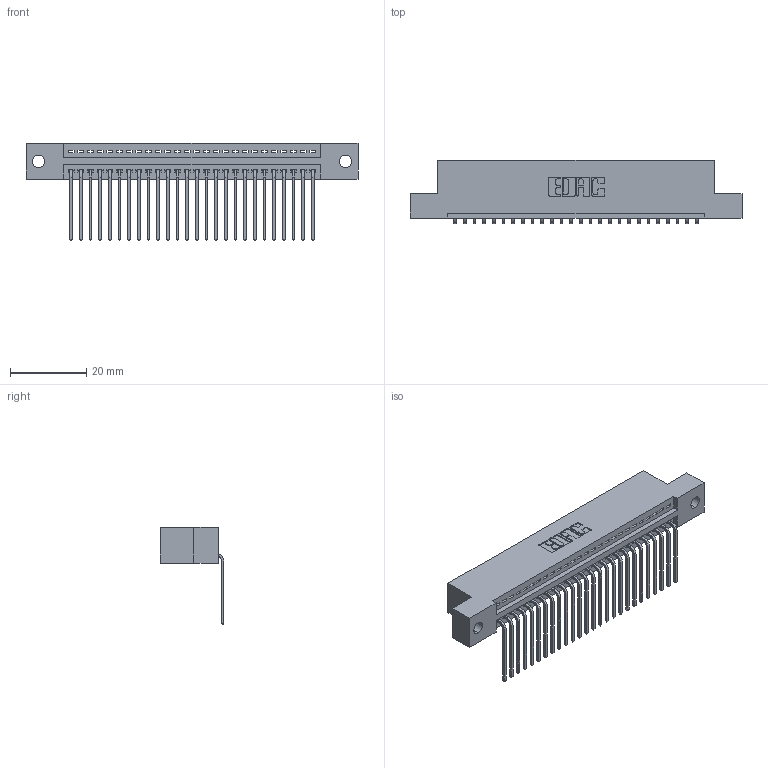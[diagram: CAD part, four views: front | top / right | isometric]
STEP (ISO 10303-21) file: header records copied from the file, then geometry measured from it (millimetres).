
FILE_DESCRIPTION (( 'STEP AP203' ), '1' );
FILE_NAME ('345-026-559-102.STEP', '2019-10-07T02:53:41', ( '' ), ( '' ), 'SwSTEP 2.0', 'SolidWorks 2016', '' );
FILE_SCHEMA (( 'CONFIG_CONTROL_DESIGN' ));
Length unit declared in the file: inch
Products named in the file (3): 345-026-559-102; 345-292-001_558 559 Tail - 1; 345 Part_Flush Mounting Lugs - 0.128 Dia
Assembly tree (27 placements, depth 2):
  345-026-559-102
    345 Part_Flush Mounting Lugs - 0.128 Dia
    345-292-001_558 559 Tail - 1  x26
Bounding box: 87.25 x 16.75 x 25.53 mm (x, y, z)
Volume: 8205.9 mm3; surface area: 10924.9 mm2
Topology: 27 solids, 27 shells, 1686 faces, 5073 edges, 3346 vertices
Faces by surface type: plane 1172, cylinder 514
Entity records: 21809 total; most frequent: CARTESIAN_POINT 3786, ORIENTED_EDGE 3746, DIRECTION 3329, EDGE_CURVE 1873, VECTOR 1637, LINE 1637, VERTEX_POINT 1246, AXIS2_PLACEMENT_3D 846
